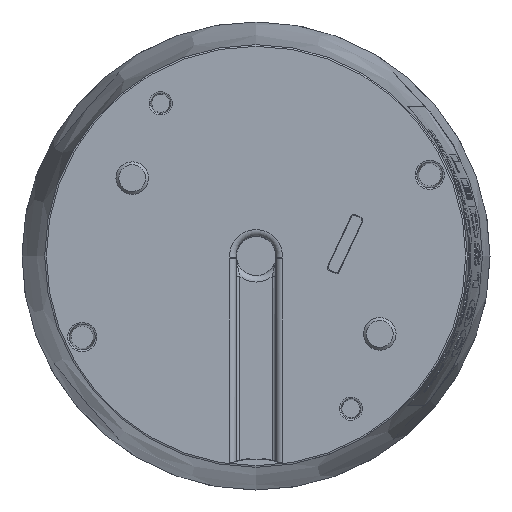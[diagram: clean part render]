
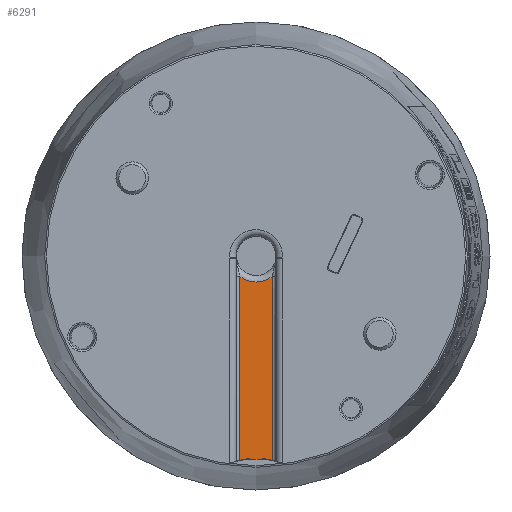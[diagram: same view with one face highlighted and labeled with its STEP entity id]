
A CAD part, front view. The second image highlights one B-rep face of the part: STEP entity #6291.
In plain terms, the highlighted planar face has unit normal (0, -1, 0).
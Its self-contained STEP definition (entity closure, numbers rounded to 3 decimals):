
#288 = CARTESIAN_POINT ( 'NONE',  ( 2.504, 6., -3.13 ) ) ;
#648 = CARTESIAN_POINT ( 'NONE',  ( 2.504, 6., -2.659 ) ) ;
#714 = CARTESIAN_POINT ( 'NONE',  ( 0., 6., 0. ) ) ;
#761 = AXIS2_PLACEMENT_3D ( 'NONE', #714, #15788, #2885 ) ;
#1189 = CIRCLE ( 'NONE', #7008, 31.25 ) ;
#1767 = PLANE ( 'NONE',  #24894 ) ;
#1816 = VECTOR ( 'NONE', #10152, 1000. ) ;
#2846 = DIRECTION ( 'NONE',  ( 0., 1., 0. ) ) ;
#2885 = DIRECTION ( 'NONE',  ( 0., 0., 1. ) ) ;
#4274 = VECTOR ( 'NONE', #8231, 1000. ) ;
#4924 = VERTEX_POINT ( 'NONE', #10985 ) ;
#5042 = LINE ( 'NONE', #21807, #10819 ) ;
#6291 = ADVANCED_FACE ( 'NONE', ( #18345 ), #1767, .F. ) ;
#6831 = ORIENTED_EDGE ( 'NONE', *, *, #26376, .T. ) ;
#7008 = AXIS2_PLACEMENT_3D ( 'NONE', #15746, #2846, #17907 ) ;
#8231 = DIRECTION ( 'NONE',  ( -0.975, 0., -0.223 ) ) ;
#8274 = CARTESIAN_POINT ( 'NONE',  ( -2.504, 6., -31.444 ) ) ;
#10152 = DIRECTION ( 'NONE',  ( -0.975, 0., 0.223 ) ) ;
#10240 = VERTEX_POINT ( 'NONE', #11030 ) ;
#10242 = VERTEX_POINT ( 'NONE', #288 ) ;
#10467 = CARTESIAN_POINT ( 'NONE',  ( 0., 6., 0. ) ) ;
#10819 = VECTOR ( 'NONE', #15190, 1000. ) ;
#10985 = CARTESIAN_POINT ( 'NONE',  ( 2.504, 6., -31.444 ) ) ;
#11030 = CARTESIAN_POINT ( 'NONE',  ( 1.5, 6., -31.214 ) ) ;
#11576 = VERTEX_POINT ( 'NONE', #15678 ) ;
#12616 = DIRECTION ( 'NONE',  ( 0., 0., 1. ) ) ;
#13438 = EDGE_LOOP ( 'NONE', ( #23679, #6831, #22373, #13907, #15070, #13880 ) ) ;
#13722 = EDGE_CURVE ( 'NONE', #4924, #10240, #21365, .T. ) ;
#13880 = ORIENTED_EDGE ( 'NONE', *, *, #24214, .T. ) ;
#13907 = ORIENTED_EDGE ( 'NONE', *, *, #20805, .F. ) ;
#15070 = ORIENTED_EDGE ( 'NONE', *, *, #13722, .F. ) ;
#15190 = DIRECTION ( 'NONE',  ( 0., 0., -1. ) ) ;
#15510 = CARTESIAN_POINT ( 'NONE',  ( 3., 6., -31.558 ) ) ;
#15678 = CARTESIAN_POINT ( 'NONE',  ( -2.504, 6., -3.13 ) ) ;
#15746 = CARTESIAN_POINT ( 'NONE',  ( 0., 6., 0. ) ) ;
#15788 = DIRECTION ( 'NONE',  ( 0., 1., 0. ) ) ;
#15918 = VERTEX_POINT ( 'NONE', #8274 ) ;
#16116 = LINE ( 'NONE', #648, #21875 ) ;
#16258 = EDGE_CURVE ( 'NONE', #10242, #11576, #23459, .T. ) ;
#17158 = VERTEX_POINT ( 'NONE', #19532 ) ;
#17872 = DIRECTION ( 'NONE',  ( 0., 0., 1. ) ) ;
#17907 = DIRECTION ( 'NONE',  ( 0., 0., 1. ) ) ;
#18345 = FACE_OUTER_BOUND ( 'NONE', #13438, .T. ) ;
#19532 = CARTESIAN_POINT ( 'NONE',  ( -1.5, 6., -31.214 ) ) ;
#20189 = EDGE_CURVE ( 'NONE', #17158, #15918, #26510, .T. ) ;
#20805 = EDGE_CURVE ( 'NONE', #10240, #17158, #1189, .T. ) ;
#21365 = LINE ( 'NONE', #15510, #1816 ) ;
#21807 = CARTESIAN_POINT ( 'NONE',  ( -2.504, 6., -31.558 ) ) ;
#21875 = VECTOR ( 'NONE', #17872, 1000. ) ;
#22373 = ORIENTED_EDGE ( 'NONE', *, *, #20189, .F. ) ;
#23397 = CARTESIAN_POINT ( 'NONE',  ( -3., 6., -31.558 ) ) ;
#23459 = CIRCLE ( 'NONE', #761, 4.009 ) ;
#23679 = ORIENTED_EDGE ( 'NONE', *, *, #16258, .T. ) ;
#24214 = EDGE_CURVE ( 'NONE', #4924, #10242, #16116, .T. ) ;
#24894 = AXIS2_PLACEMENT_3D ( 'NONE', #10467, #25532, #12616 ) ;
#25532 = DIRECTION ( 'NONE',  ( 0., 1., 0. ) ) ;
#26376 = EDGE_CURVE ( 'NONE', #11576, #15918, #5042, .T. ) ;
#26510 = LINE ( 'NONE', #23397, #4274 ) ;
